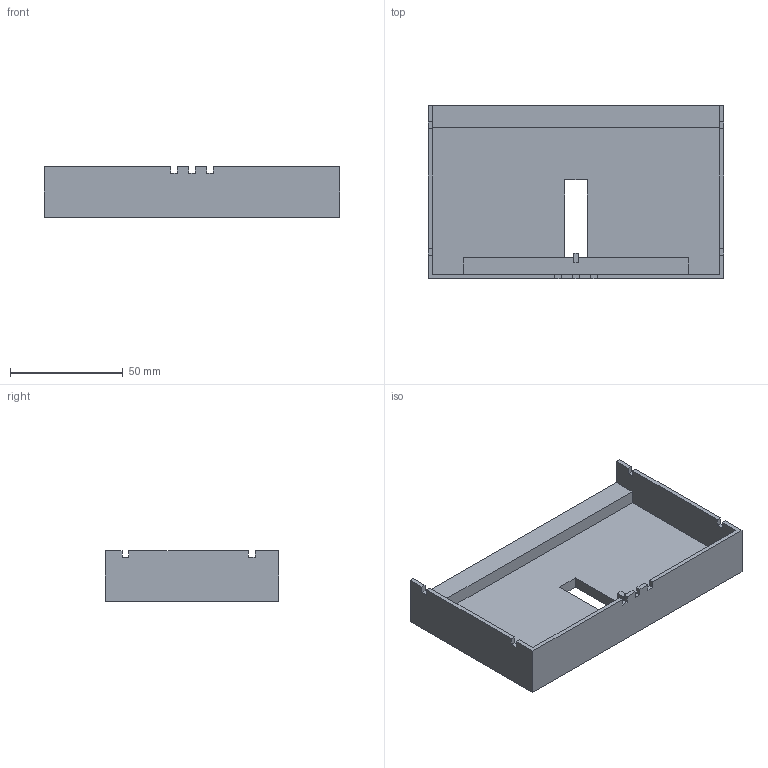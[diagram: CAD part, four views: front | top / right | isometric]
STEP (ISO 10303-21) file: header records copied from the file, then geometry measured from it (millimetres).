
FILE_DESCRIPTION(/* description */ ('STEP AP242','CAx-IF Rec.Pracs.---Representation and Presentation of Product Manufacturing Information (PMI)---4.0---2014-10-13','CAx-IF Rec.Pracs.---3D Tessellated Geometry---0.4---2014-09-14','2;1'),/* implementation_level */ '2;1');
FILE_NAME(/* name */ '62badc6c5f154a572b5eada7',/* time_stamp */ '2022-06-28T10:48:13+00:00',/* author */ (''),/* organization */ (''),/* preprocessor_version */ 'ST-DEVELOPER v18.102',/* originating_system */ ' ',/* authorisation */ ' ');
FILE_SCHEMA (('AP242_MANAGED_MODEL_BASED_3D_ENGINEERING_MIM_LF { 1 0 10303 442 1 1 4 }'));
Length unit declared in the file: metre
Products named in the file (1): G3_Hat_V7
Bounding box: 131 x 77 x 22.5 mm (x, y, z)
Volume: 70015.6 mm3; surface area: 33716.6 mm2
Topology: 1 solids, 1 shells, 190 faces, 538 edges, 358 vertices
Faces by surface type: plane 127, bspline 46, cylinder 17
Entity records: 6291 total; most frequent: CARTESIAN_POINT 1656, ORIENTED_EDGE 1076, DIRECTION 749, EDGE_CURVE 538, LINE 391, VECTOR 391, VERTEX_POINT 358, EDGE_LOOP 200
